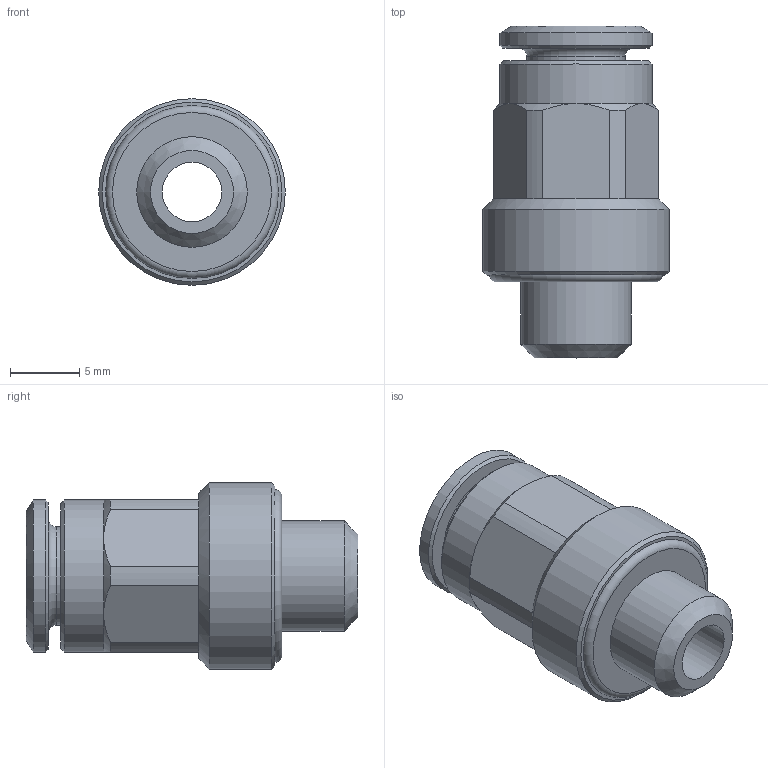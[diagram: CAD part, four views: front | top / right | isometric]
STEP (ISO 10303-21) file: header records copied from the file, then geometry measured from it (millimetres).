
FILE_DESCRIPTION(/* description */ (''),/* implementation_level */ '2;1');
FILE_NAME(/* name */ 'Schlauchanschluss_M8x1_fuer_Schlauch_ad6mm_gerade_101517.stp',/* time_stamp */ '2015-12-02T15:12:18+01:00',/* author */ ('002180'),/* organization */ (''),/* preprocessor_version */ 'ST-DEVELOPER v16.1',/* originating_system */ 'Autodesk Inventor 2016',/* authorisation */ '');
FILE_SCHEMA (('AUTOMOTIVE_DESIGN { 1 0 10303 214 3 1 1 }'));
Length unit declared in the file: millimetre
Products named in the file (1): angea21d
Bounding box: 13.5 x 24 x 13.5 mm (x, y, z)
Volume: 1682.9 mm3; surface area: 1522.6 mm2
Topology: 1 solids, 1 shells, 47 faces, 97 edges, 56 vertices
Faces by surface type: plane 18, cylinder 13, cone 13, torus 3
Full cylindrical faces by diameter (mm): 4.3 x1, 6.2 x1, 7.1 x1, 8 x1, 11 x2, 13.5 x1
Entity records: 1124 total; most frequent: DIRECTION 206, CARTESIAN_POINT 200, ORIENTED_EDGE 152, AXIS2_PLACEMENT_3D 94, EDGE_CURVE 76, EDGE_LOOP 70, VERTEX_POINT 52, FACE_OUTER_BOUND 47
